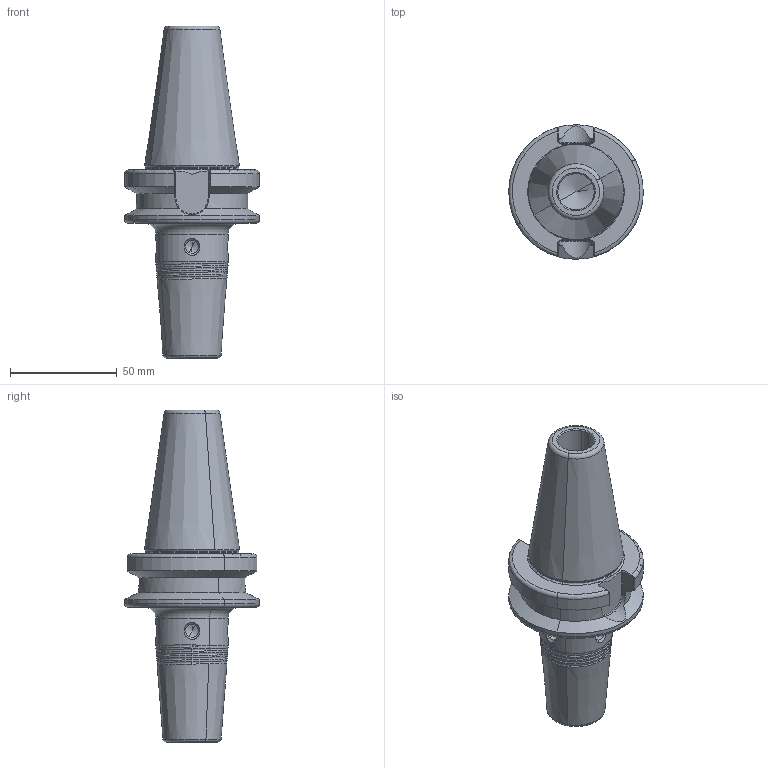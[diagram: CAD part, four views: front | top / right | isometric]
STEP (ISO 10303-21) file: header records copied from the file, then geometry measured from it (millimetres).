
FILE_DESCRIPTION(('CATIA V5 STEP'),'2;1');
FILE_NAME('4504063D.stp','2011-07-26T06:54:20+00:00',('none'),('none'),'CATIA Version 5 Release 19 SP 7 (IN-10)','CATIA V5 STEP AP214','none');
FILE_SCHEMA(('AUTOMOTIVE_DESIGN { 1 0 10303 214 1 1 1 1 }'));
Length unit declared in the file: millimetre
Products named in the file (1): 60816700_0 Holder-Tool BT40 SRKIN 14X 90
Bounding box: 63 x 62.98 x 155.4 mm (x, y, z)
Volume: 166102.4 mm3; surface area: 28118.7 mm2
Topology: 1 solids, 1 shells, 130 faces, 320 edges, 189 vertices
Faces by surface type: cone 43, cylinder 28, plane 22, bspline 21, torus 14, extrusion 2
Entity records: 5408 total; most frequent: CARTESIAN_POINT 2907, ORIENTED_EDGE 620, DIRECTION 317, EDGE_CURVE 310, VERTEX_POINT 189, AXIS2_PLACEMENT_3D 151, EDGE_LOOP 137, ADVANCED_FACE 130
